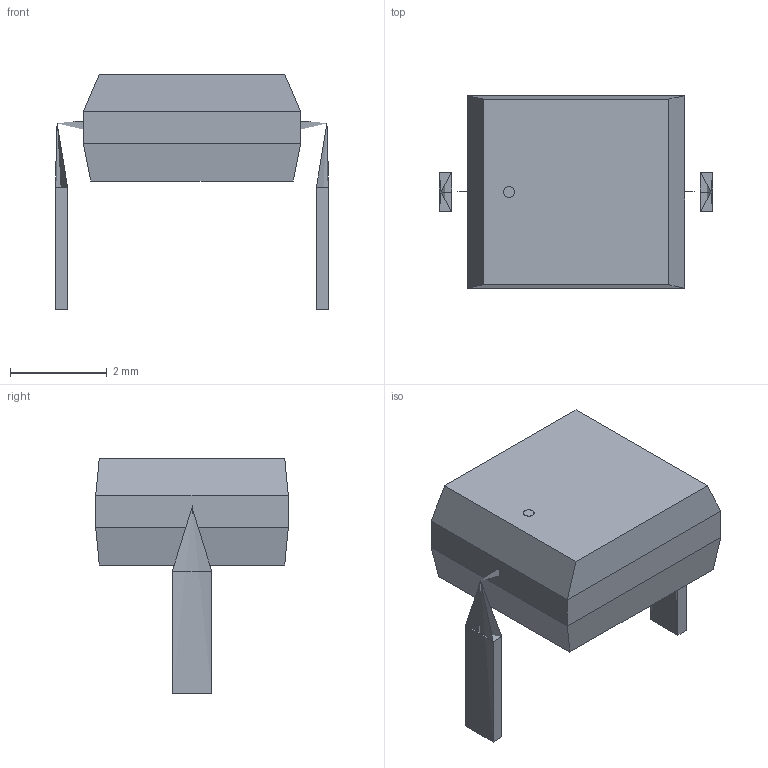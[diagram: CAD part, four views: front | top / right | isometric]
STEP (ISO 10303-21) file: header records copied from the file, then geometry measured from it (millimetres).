
FILE_DESCRIPTION(('STEP AP214'),'1');
FILE_NAME('BPW 34_OSR','2021-06-27T13:51:10',(''),(''),'','','');
FILE_SCHEMA(('AUTOMOTIVE_DESIGN'));
Length unit declared in the file: millimetre
Products named in the file (1): product
Bounding box: 5.66 x 3.99 x 4.88 mm (x, y, z)
Volume: 37.7 mm3; surface area: 81.5 mm2
Topology: 2 solids, 14 shells, 41 faces, 71 edges, 42 vertices
Faces by surface type: plane 40, cylinder 1
Full cylindrical faces by diameter (mm): 0.225 x1
Entity records: 996 total; most frequent: ORIENTED_EDGE 180, DIRECTION 158, CARTESIAN_POINT 91, EDGE_CURVE 70, LINE 68, VECTOR 68, VERTEX_POINT 46, AXIS2_PLACEMENT_3D 45
